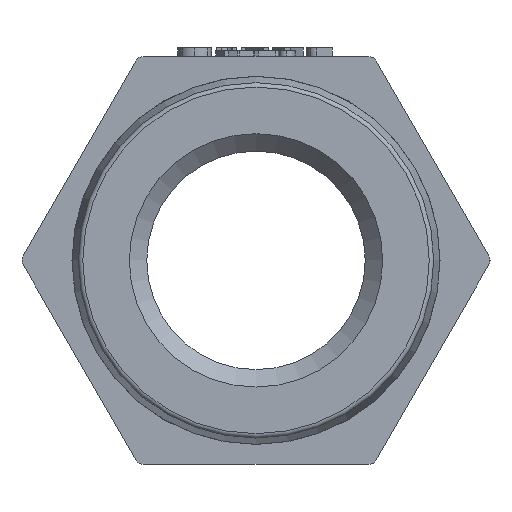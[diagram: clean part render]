
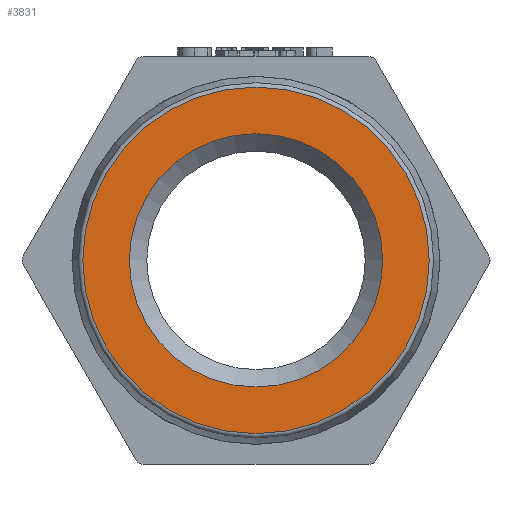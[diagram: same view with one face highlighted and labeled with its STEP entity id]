
A CAD part, left-side view. The second image highlights one B-rep face of the part: STEP entity #3831.
In plain terms, the highlighted planar face has unit normal (-1, 0, 0).
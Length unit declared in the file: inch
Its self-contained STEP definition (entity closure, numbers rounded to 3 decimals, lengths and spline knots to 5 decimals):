
#996=PLANE('',#4086);
#1140=FACE_BOUND('',#1409,.T.);
#1176=FACE_OUTER_BOUND('',#1408,.T.);
#1408=EDGE_LOOP('',(#2680));
#1409=EDGE_LOOP('',(#2681));
#1668=CIRCLE('',#4085,0.59489);
#1669=CIRCLE('',#4087,0.435);
#1718=VERTEX_POINT('',#5052);
#1719=VERTEX_POINT('',#5055);
#2101=EDGE_CURVE('',#1718,#1718,#1668,.T.);
#2102=EDGE_CURVE('',#1719,#1719,#1669,.T.);
#2680=ORIENTED_EDGE('',*,*,#2101,.F.);
#2681=ORIENTED_EDGE('',*,*,#2102,.T.);
#3831=ADVANCED_FACE('',(#1176,#1140),#996,.T.);
#4085=AXIS2_PLACEMENT_3D('',#5053,#4293,#4294);
#4086=AXIS2_PLACEMENT_3D('',#5054,#4295,#4296);
#4087=AXIS2_PLACEMENT_3D('',#5056,#4297,#4298);
#4293=DIRECTION('center_axis',(1.,0.,0.));
#4294=DIRECTION('ref_axis',(0.,-1.,0.));
#4295=DIRECTION('center_axis',(-1.,0.,0.));
#4296=DIRECTION('ref_axis',(0.,0.,1.));
#4297=DIRECTION('center_axis',(1.,0.,0.));
#4298=DIRECTION('ref_axis',(0.,1.,0.));
#5052=CARTESIAN_POINT('',(-1.9375,0.59489,0.));
#5053=CARTESIAN_POINT('Origin',(-1.9375,0.,0.));
#5054=CARTESIAN_POINT('Origin',(-1.9375,0.52094,0.));
#5055=CARTESIAN_POINT('',(-1.9375,0.435,0.));
#5056=CARTESIAN_POINT('Origin',(-1.9375,0.,0.));
